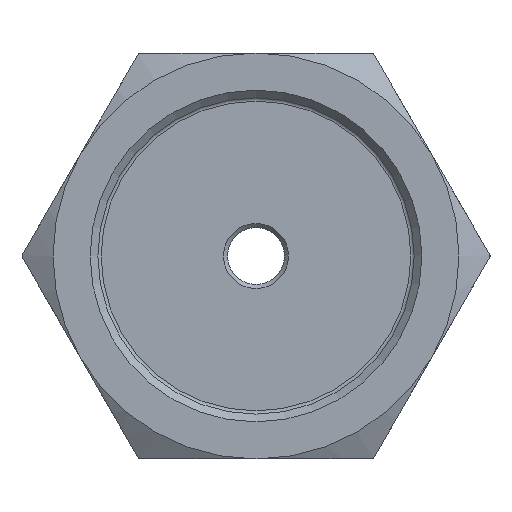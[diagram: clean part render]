
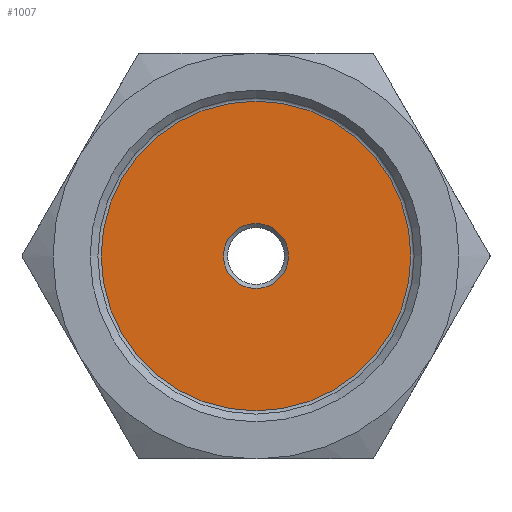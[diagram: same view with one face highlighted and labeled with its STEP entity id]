
A CAD part, left-side view. The second image highlights one B-rep face of the part: STEP entity #1007.
In plain terms, the highlighted planar face has unit normal (-1, 0, 0).
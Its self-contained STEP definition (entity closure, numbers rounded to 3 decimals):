
#51 = EDGE_LOOP ( 'NONE', ( #1764 ) ) ;
#69 = EDGE_LOOP ( 'NONE', ( #1812 ) ) ;
#1007 = ADVANCED_FACE ( 'NONE', ( #4331, #4279 ), #4345, .F. ) ;
#1195 = EDGE_CURVE ( 'NONE', #8431, #8431, #5545, .T. ) ;
#1234 = EDGE_CURVE ( 'NONE', #8455, #8455, #5564, .T. ) ;
#1764 = ORIENTED_EDGE ( 'NONE', *, *, #1234, .F. ) ;
#1812 = ORIENTED_EDGE ( 'NONE', *, *, #1195, .F. ) ;
#4279 = FACE_OUTER_BOUND ( 'NONE', #51, .T. ) ;
#4331 = FACE_BOUND ( 'NONE', #69, .T. ) ;
#4345 = PLANE ( 'NONE',  #5271 ) ;
#4360 = DIRECTION ( 'NONE',  ( 1., 0., 0. ) ) ;
#4362 = DIRECTION ( 'NONE',  ( 0., 1., 0. ) ) ;
#4371 = CARTESIAN_POINT ( 'NONE',  ( 20.5, 0., -19.576 ) ) ;
#5271 = AXIS2_PLACEMENT_3D ( 'NONE', #4371, #4360, #4362 ) ;
#5507 = AXIS2_PLACEMENT_3D ( 'NONE', #8821, #8814, #8827 ) ;
#5545 = CIRCLE ( 'NONE', #5507, 4. ) ;
#5564 = CIRCLE ( 'NONE', #5575, 19.076 ) ;
#5575 = AXIS2_PLACEMENT_3D ( 'NONE', #7406, #7413, #7414 ) ;
#7406 = CARTESIAN_POINT ( 'NONE',  ( 20.5, 0., 0. ) ) ;
#7413 = DIRECTION ( 'NONE',  ( 1., 0., 0. ) ) ;
#7414 = DIRECTION ( 'NONE',  ( 0., 0., 1. ) ) ;
#8425 = CARTESIAN_POINT ( 'NONE',  ( 20.5, 0., 4. ) ) ;
#8431 = VERTEX_POINT ( 'NONE', #8425 ) ;
#8442 = CARTESIAN_POINT ( 'NONE',  ( 20.5, 0., 19.076 ) ) ;
#8455 = VERTEX_POINT ( 'NONE', #8442 ) ;
#8814 = DIRECTION ( 'NONE',  ( -1., 0., 0. ) ) ;
#8821 = CARTESIAN_POINT ( 'NONE',  ( 20.5, 0., 0. ) ) ;
#8827 = DIRECTION ( 'NONE',  ( 0., 0., 1. ) ) ;
